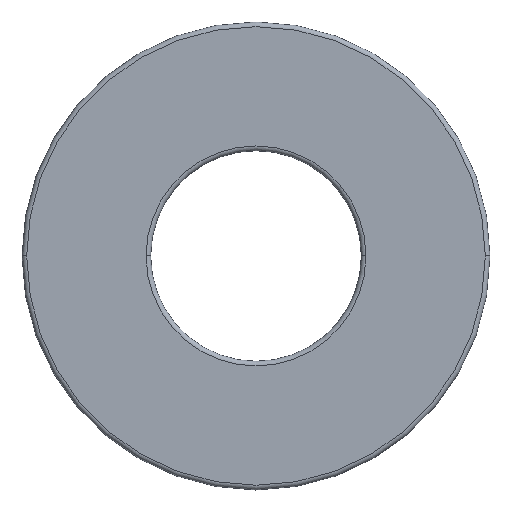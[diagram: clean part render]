
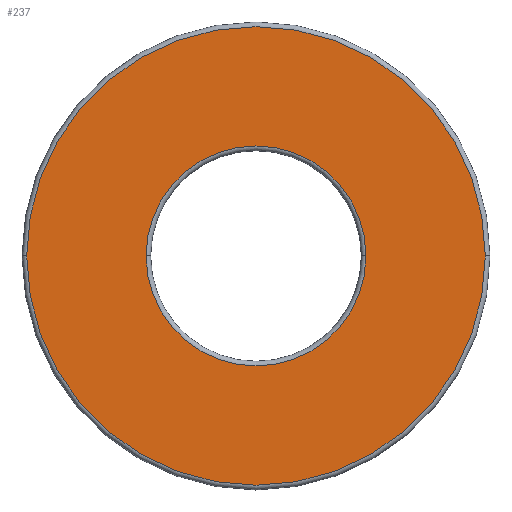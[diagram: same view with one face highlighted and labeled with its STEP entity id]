
A CAD part, top view. The second image highlights one B-rep face of the part: STEP entity #237.
In plain terms, the highlighted planar face has unit normal (0, 0, 1).
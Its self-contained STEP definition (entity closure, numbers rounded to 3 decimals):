
#3 = CARTESIAN_POINT ( 'NONE',  ( 0., 0., 0.3 ) ) ;
#15 = DIRECTION ( 'NONE',  ( 0., 0., -1. ) ) ;
#37 = DIRECTION ( 'NONE',  ( 1., 0., 0. ) ) ;
#49 = CARTESIAN_POINT ( 'NONE',  ( 0., 0., 0.3 ) ) ;
#74 = FACE_OUTER_BOUND ( 'NONE', #287, .T. ) ;
#81 = DIRECTION ( 'NONE',  ( 0., 0., 1. ) ) ;
#97 = EDGE_CURVE ( 'NONE', #357, #164, #214, .T. ) ;
#109 = EDGE_LOOP ( 'NONE', ( #116, #456 ) ) ;
#116 = ORIENTED_EDGE ( 'NONE', *, *, #129, .T. ) ;
#129 = EDGE_CURVE ( 'NONE', #316, #223, #163, .T. ) ;
#137 = FACE_BOUND ( 'NONE', #109, .T. ) ;
#153 = DIRECTION ( 'NONE',  ( 1., 0., 0. ) ) ;
#154 = PLANE ( 'NONE',  #378 ) ;
#156 = DIRECTION ( 'NONE',  ( 0., 0., 1. ) ) ;
#163 = CIRCLE ( 'NONE', #321, 1.41 ) ;
#164 = VERTEX_POINT ( 'NONE', #227 ) ;
#177 = CARTESIAN_POINT ( 'NONE',  ( 1.41, 0., 0.3 ) ) ;
#181 = CARTESIAN_POINT ( 'NONE',  ( 0., 0., 0.3 ) ) ;
#187 = CARTESIAN_POINT ( 'NONE',  ( -1.41, 0., 0.3 ) ) ;
#194 = CIRCLE ( 'NONE', #267, 1.41 ) ;
#195 = DIRECTION ( 'NONE',  ( 1., 0., 0. ) ) ;
#214 = CIRCLE ( 'NONE', #383, 2.94 ) ;
#223 = VERTEX_POINT ( 'NONE', #187 ) ;
#227 = CARTESIAN_POINT ( 'NONE',  ( -2.94, 0., 0.3 ) ) ;
#232 = EDGE_CURVE ( 'NONE', #223, #316, #194, .T. ) ;
#237 = ADVANCED_FACE ( 'NONE', ( #137, #74 ), #154, .T. ) ;
#267 = AXIS2_PLACEMENT_3D ( 'NONE', #328, #15, #398 ) ;
#287 = EDGE_LOOP ( 'NONE', ( #374, #455 ) ) ;
#303 = EDGE_CURVE ( 'NONE', #164, #357, #356, .T. ) ;
#316 = VERTEX_POINT ( 'NONE', #177 ) ;
#320 = CARTESIAN_POINT ( 'NONE',  ( 2.94, 0., 0.3 ) ) ;
#321 = AXIS2_PLACEMENT_3D ( 'NONE', #3, #353, #195 ) ;
#328 = CARTESIAN_POINT ( 'NONE',  ( 0., 0., 0.3 ) ) ;
#353 = DIRECTION ( 'NONE',  ( 0., 0., -1. ) ) ;
#356 = CIRCLE ( 'NONE', #373, 2.94 ) ;
#357 = VERTEX_POINT ( 'NONE', #320 ) ;
#366 = CARTESIAN_POINT ( 'NONE',  ( 0., 0., 0.3 ) ) ;
#373 = AXIS2_PLACEMENT_3D ( 'NONE', #181, #388, #37 ) ;
#374 = ORIENTED_EDGE ( 'NONE', *, *, #97, .T. ) ;
#378 = AXIS2_PLACEMENT_3D ( 'NONE', #366, #156, #393 ) ;
#383 = AXIS2_PLACEMENT_3D ( 'NONE', #49, #81, #153 ) ;
#388 = DIRECTION ( 'NONE',  ( 0., 0., 1. ) ) ;
#393 = DIRECTION ( 'NONE',  ( 1., 0., 0. ) ) ;
#398 = DIRECTION ( 'NONE',  ( 1., 0., 0. ) ) ;
#455 = ORIENTED_EDGE ( 'NONE', *, *, #303, .T. ) ;
#456 = ORIENTED_EDGE ( 'NONE', *, *, #232, .T. ) ;
